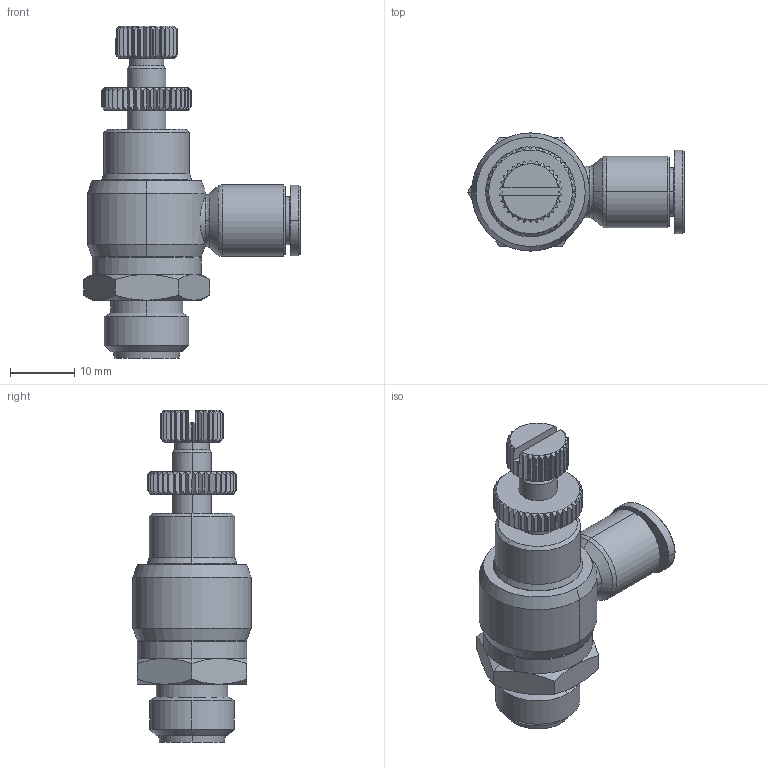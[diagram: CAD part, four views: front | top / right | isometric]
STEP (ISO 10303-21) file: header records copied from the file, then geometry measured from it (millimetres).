
FILE_DESCRIPTION (( 'STEP AP214' ), '1' );
FILE_NAME ('NSE06-G02_OUT.STEP', '2015-10-27T15:57:01', ( '' ), ( '' ), 'SwSTEP 2.0', 'SolidWorks 2015', '' );
FILE_SCHEMA (( 'AUTOMOTIVE_DESIGN' ));
Length unit declared in the file: millimetre
Products named in the file (2): NSE06-G02_OUT; ｦ+ﾃｦ1_1
Assembly tree (1 placements, depth 2):
  NSE06-G02_OUT
    ｦ+ﾃｦ1_1
Bounding box: 33.77 x 18.4 x 51.7 mm (x, y, z)
Volume: 8717.7 mm3; surface area: 4484.3 mm2
Topology: 1 solids, 1 shells, 638 faces, 1632 edges, 1019 vertices
Faces by surface type: plane 330, cylinder 145, cone 123, bspline 38, torus 2
Entity records: 22249 total; most frequent: CARTESIAN_POINT 7138, ORIENTED_EDGE 3264, DIRECTION 2735, EDGE_CURVE 1632, VERTEX_POINT 1019, AXIS2_PLACEMENT_3D 960, LINE 815, VECTOR 815
